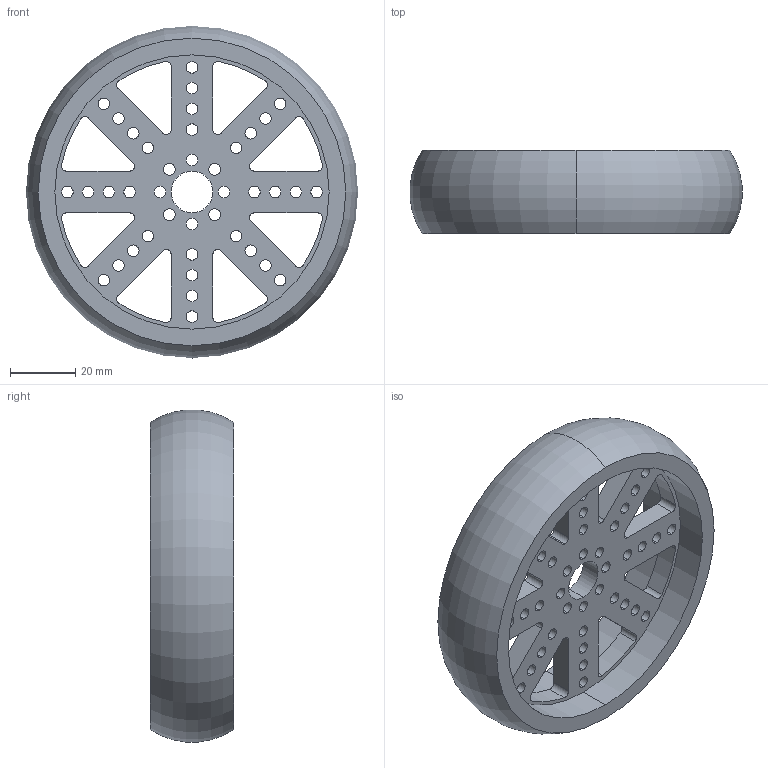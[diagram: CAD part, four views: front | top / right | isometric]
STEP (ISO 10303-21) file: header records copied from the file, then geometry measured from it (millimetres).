
FILE_DESCRIPTION (( 'STEP AP203' ), '1' );
FILE_NAME ('595410.STEP', '2014-07-15T15:57:13', ( 'Kyle' ), ( 'Microsoft' ), 'SwSTEP 2.0', 'SolidWorks 2014', '' );
FILE_SCHEMA (( 'CONFIG_CONTROL_DESIGN' ));
Length unit declared in the file: inch
Products named in the file (1): 595410
Bounding box: 101.44 x 25.4 x 101.44 mm (x, y, z)
Volume: 76149.8 mm3; surface area: 28843.8 mm2
Topology: 1 solids, 1 shells, 146 faces, 426 edges, 284 vertices
Faces by surface type: cylinder 124, plane 20, torus 2
Entity records: 5259 total; most frequent: DIRECTION 974, CARTESIAN_POINT 857, ORIENTED_EDGE 852, EDGE_CURVE 426, AXIS2_PLACEMENT_3D 401, VERTEX_POINT 284, CIRCLE 254, EDGE_LOOP 246
